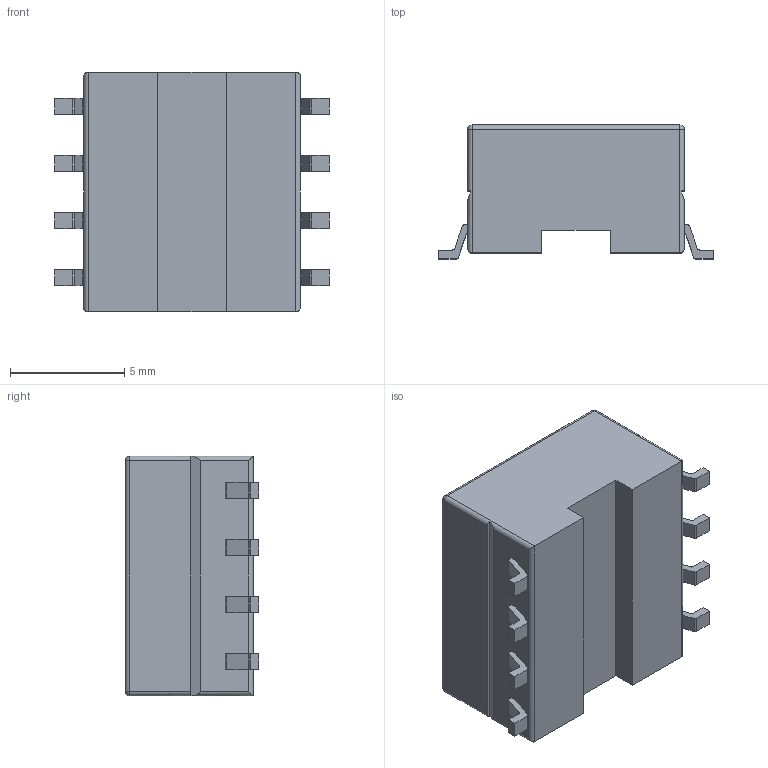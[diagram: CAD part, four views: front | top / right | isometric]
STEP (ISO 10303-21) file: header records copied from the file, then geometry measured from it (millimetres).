
FILE_DESCRIPTION((''),'2;1');
FILE_NAME('SRF1306','2012-08-21T',('ryans'),('Bourns, Inc.'),'PRO/ENGINEER BY PARAMETRIC TECHNOLOGY CORPORATION, 2010100','PRO/ENGINEER BY PARAMETRIC TECHNOLOGY CORPORATION, 2010100','');
FILE_SCHEMA(('CONFIG_CONTROL_DESIGN'));
Length unit declared in the file: millimetre
Products named in the file (1): SRF1306
Bounding box: 12.04 x 5.85 x 10.5 mm (x, y, z)
Volume: 529.5 mm3; surface area: 468.3 mm2
Topology: 1 solids, 1 shells, 126 faces, 332 edges, 216 vertices
Faces by surface type: plane 88, cylinder 34, sphere 4
Entity records: 3962 total; most frequent: CARTESIAN_POINT 762, ORIENTED_EDGE 664, DIRECTION 640, EDGE_CURVE 332, VECTOR 260, LINE 260, VERTEX_POINT 216, AXIS2_PLACEMENT_3D 190
